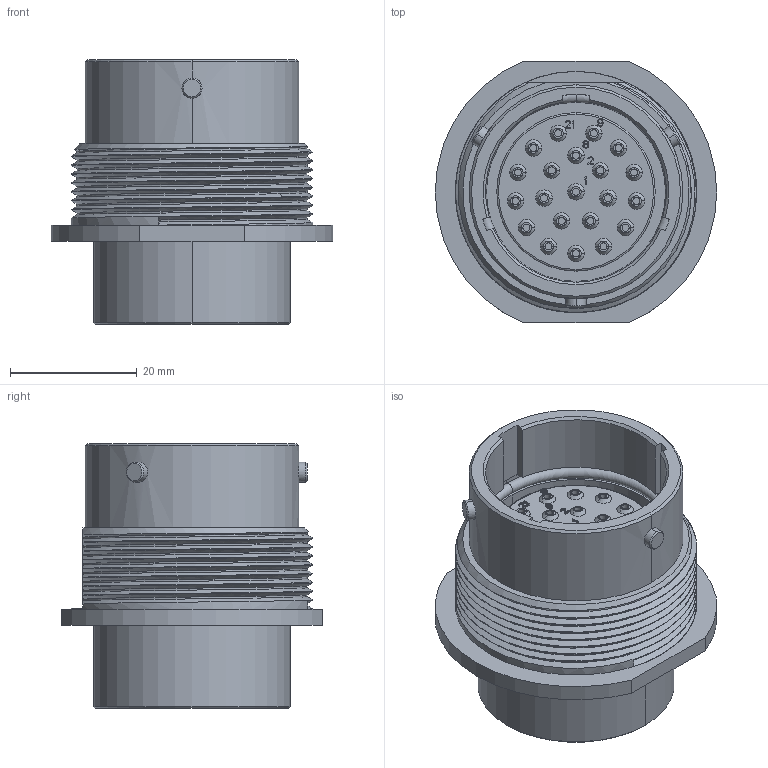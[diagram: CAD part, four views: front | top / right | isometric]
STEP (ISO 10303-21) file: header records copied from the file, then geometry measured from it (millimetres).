
FILE_DESCRIPTION((''),'2;1');
FILE_NAME('C-HD34-18-21PN','2014-01-17T',('workeradm'),('Tyco Electronics Ltd.'),'PRO/ENGINEER BY PARAMETRIC TECHNOLOGY CORPORATION, 2013050','PRO/ENGINEER BY PARAMETRIC TECHNOLOGY CORPORATION, 2013050','');
FILE_SCHEMA(('AUTOMOTIVE_DESIGN { 1 0 10303 214 1 1 1 1 }'));
Length unit declared in the file: millimetre
Products named in the file (1): C-HD34-18-21PN
Bounding box: 44.45 x 41.27 x 41.83 mm (x, y, z)
Volume: 30604.7 mm3; surface area: 10854.3 mm2
Topology: 1 solids, 1 shells, 626 faces, 1493 edges, 974 vertices
Faces by surface type: plane 323, cylinder 167, cone 57, torus 46, bspline 33
Entity records: 27308 total; most frequent: CARTESIAN_POINT 12387, DIRECTION 3088, ORIENTED_EDGE 2986, EDGE_CURVE 1493, AXIS2_PLACEMENT_3D 1097, VERTEX_POINT 974, VECTOR 894, LINE 894
